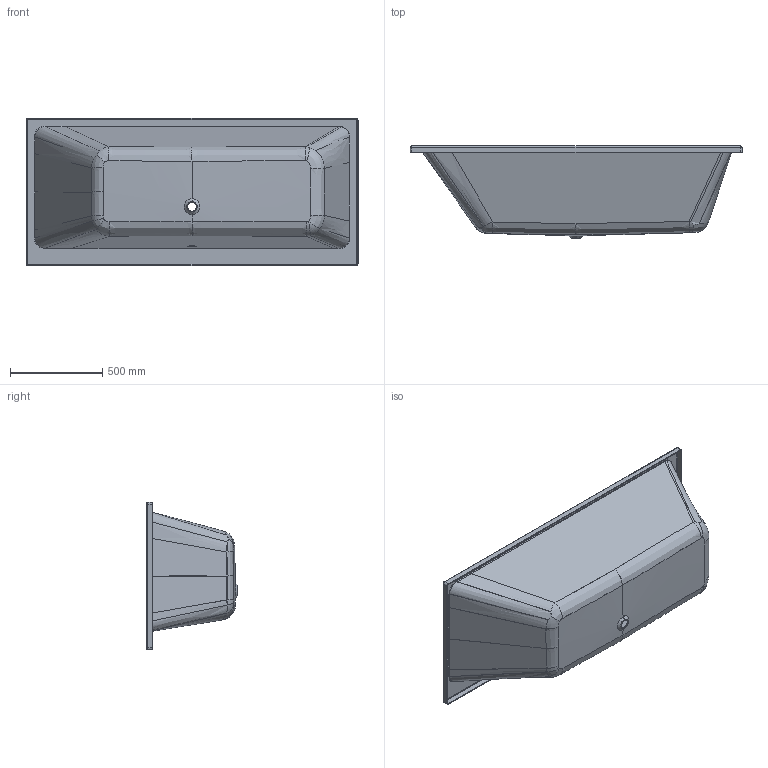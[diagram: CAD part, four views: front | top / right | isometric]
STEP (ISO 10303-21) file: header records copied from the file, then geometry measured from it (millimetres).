
FILE_DESCRIPTION((''),'2;1');
FILE_NAME('UBA180SUB2','2023-11-10T14:34:27',('hegemanc'),('Villeroy & Boch Wellness bv'),'CREO PARAMETRIC BY PTC INC, 2022414','CREO PARAMETRIC BY PTC INC, 2022414','');
FILE_SCHEMA(('AP242_MANAGED_MODEL_BASED_3D_ENGINEERING_MIM_LF { 1 0 10303 442 1 1 4 }'));
Length unit declared in the file: millimetre
Products named in the file (1): UBA180SUB2
Bounding box: 1800 x 498 x 800 mm (x, y, z)
Volume: 14391736 mm3; surface area: 5784906.1 mm2
Topology: 1 solids, 1 shells, 151 faces, 383 edges, 248 vertices
Faces by surface type: bspline 110, cylinder 20, plane 13, cone 8
Entity records: 18859 total; most frequent: CARTESIAN_POINT 14187, COLOUR_RGB 1450, ORIENTED_EDGE 704, DIRECTION 403, EDGE_CURVE 352, VERTEX_POINT 206, B_SPLINE_CURVE_WITH_KNOTS 182, AXIS2_PLACEMENT_3D 162
